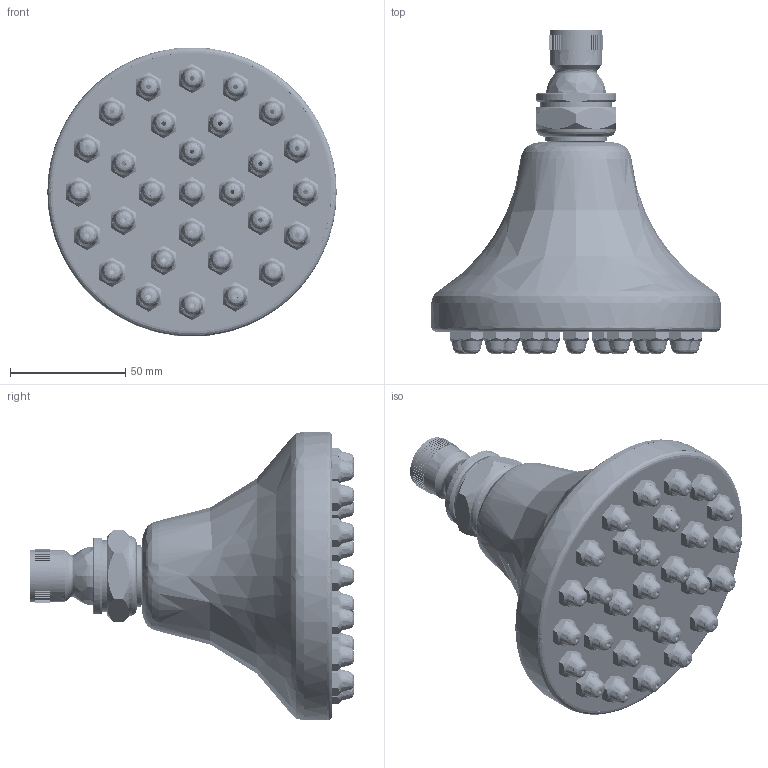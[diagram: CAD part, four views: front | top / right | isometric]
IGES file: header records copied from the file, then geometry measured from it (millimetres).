
Start section:  PTC IGES file: 214.igs
Global section: file name: 214.igs; native system: Pro/ENGINEER by Parametric Technology Corporation; preprocessor: 2009300; author: ramkumar; organization: Unknown; date: 20101103.134203; units: inch
Bounding box: 125.48 x 140.36 x 125.27 mm (x, y, z)
Surface area: 99721.4 mm2 (no closed solid volume)
Topology: 0 solids, 0 shells, 1639 faces, 8401 edges, 8401 vertices
Faces by surface type: bspline 1639
